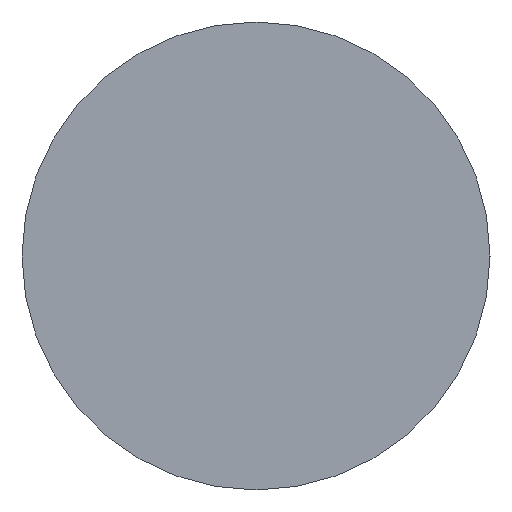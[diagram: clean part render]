
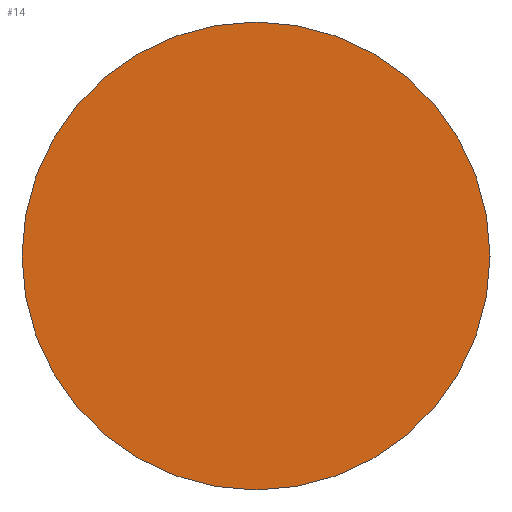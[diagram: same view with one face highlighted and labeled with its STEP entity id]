
A CAD part, left-side view. The second image highlights one B-rep face of the part: STEP entity #14.
In plain terms, the highlighted planar face has unit normal (-1, 0, 0).
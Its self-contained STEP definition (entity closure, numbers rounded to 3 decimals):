
#2 = ORIENTED_EDGE ( 'NONE', *, *, #68, .T. ) ;
#11 = PLANE ( 'NONE',  #42 ) ;
#14 = ADVANCED_FACE ( 'NONE', ( #16 ), #11, .F. ) ;
#16 = FACE_OUTER_BOUND ( 'NONE', #23, .T. ) ;
#22 = CIRCLE ( 'NONE', #135, 12.7 ) ;
#23 = EDGE_LOOP ( 'NONE', ( #2, #94 ) ) ;
#42 = AXIS2_PLACEMENT_3D ( 'NONE', #98, #87, #113 ) ;
#45 = CIRCLE ( 'NONE', #53, 12.7 ) ;
#49 = VERTEX_POINT ( 'NONE', #170 ) ;
#53 = AXIS2_PLACEMENT_3D ( 'NONE', #115, #88, #158 ) ;
#55 = DIRECTION ( 'NONE',  ( -1., 0., 0. ) ) ;
#68 = EDGE_CURVE ( 'NONE', #99, #49, #45, .T. ) ;
#86 = CARTESIAN_POINT ( 'NONE',  ( 679.41, 68.036, 12.7 ) ) ;
#87 = DIRECTION ( 'NONE',  ( 1., 0., 0. ) ) ;
#88 = DIRECTION ( 'NONE',  ( -1., 0., 0. ) ) ;
#92 = EDGE_CURVE ( 'NONE', #49, #99, #22, .T. ) ;
#94 = ORIENTED_EDGE ( 'NONE', *, *, #92, .T. ) ;
#98 = CARTESIAN_POINT ( 'NONE',  ( 679.41, 68.036, 0. ) ) ;
#99 = VERTEX_POINT ( 'NONE', #86 ) ;
#113 = DIRECTION ( 'NONE',  ( 0., 0., -1. ) ) ;
#115 = CARTESIAN_POINT ( 'NONE',  ( 679.41, 68.036, 0. ) ) ;
#129 = CARTESIAN_POINT ( 'NONE',  ( 679.41, 68.036, 0. ) ) ;
#135 = AXIS2_PLACEMENT_3D ( 'NONE', #129, #55, #149 ) ;
#149 = DIRECTION ( 'NONE',  ( 0., 0., 1. ) ) ;
#158 = DIRECTION ( 'NONE',  ( 0., 0., 1. ) ) ;
#170 = CARTESIAN_POINT ( 'NONE',  ( 679.41, 68.036, -12.7 ) ) ;
